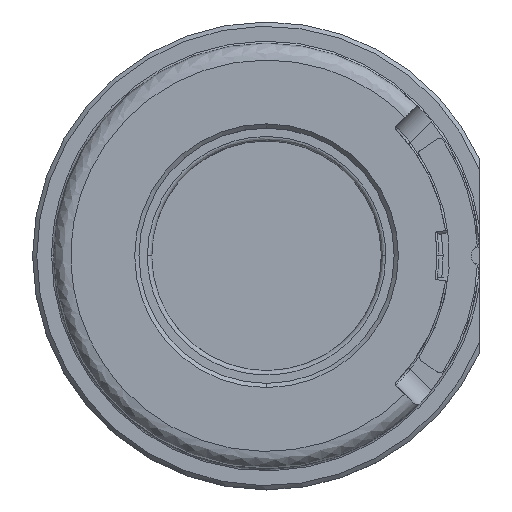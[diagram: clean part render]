
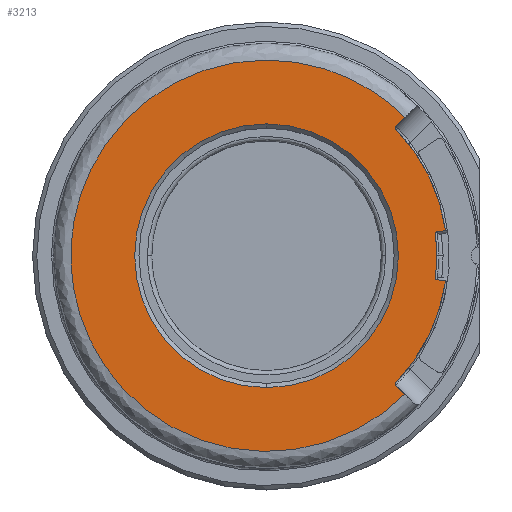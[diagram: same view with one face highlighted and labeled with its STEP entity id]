
A CAD part, top view. The second image highlights one B-rep face of the part: STEP entity #3213.
In plain terms, the highlighted planar face has unit normal (0, 0, 1).
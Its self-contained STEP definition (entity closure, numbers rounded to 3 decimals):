
#19 = CARTESIAN_POINT ( 'NONE',  ( 3.253, -3.253, 0.41 ) ) ;
#27 = VERTEX_POINT ( 'NONE', #3094 ) ;
#136 = AXIS2_PLACEMENT_3D ( 'NONE', #213, #4600, #564 ) ;
#167 = DIRECTION ( 'NONE',  ( -0.99, -0.139, 0. ) ) ;
#197 = LINE ( 'NONE', #3377, #5460 ) ;
#213 = CARTESIAN_POINT ( 'NONE',  ( 3.076, -3.005, 0.41 ) ) ;
#302 = EDGE_CURVE ( 'NONE', #3948, #3173, #3264, .T. ) ;
#365 = DIRECTION ( 'NONE',  ( 0., 1., 0. ) ) ;
#378 = AXIS2_PLACEMENT_3D ( 'NONE', #513, #2299, #1826 ) ;
#408 = LINE ( 'NONE', #4151, #3190 ) ;
#434 = CARTESIAN_POINT ( 'NONE',  ( -4.6, 0., 0.41 ) ) ;
#513 = CARTESIAN_POINT ( 'NONE',  ( 0., 0., 0.41 ) ) ;
#564 = DIRECTION ( 'NONE',  ( 0., -1., 0. ) ) ;
#582 = LINE ( 'NONE', #2369, #1406 ) ;
#587 = CARTESIAN_POINT ( 'NONE',  ( 3.04, -3.04, 0.41 ) ) ;
#599 = CARTESIAN_POINT ( 'NONE',  ( 0., 3.1, 0.41 ) ) ;
#625 = DIRECTION ( 'NONE',  ( 0., 0., -1. ) ) ;
#765 = EDGE_CURVE ( 'NONE', #2398, #27, #2076, .T. ) ;
#852 = EDGE_CURVE ( 'NONE', #3754, #4390, #5771, .T. ) ;
#906 = ORIENTED_EDGE ( 'NONE', *, *, #4712, .F. ) ;
#1015 = VERTEX_POINT ( 'NONE', #599 ) ;
#1035 = DIRECTION ( 'NONE',  ( 0., 0., -1. ) ) ;
#1068 = CARTESIAN_POINT ( 'NONE',  ( 0., 0., 0.41 ) ) ;
#1083 = ORIENTED_EDGE ( 'NONE', *, *, #4784, .F. ) ;
#1123 = EDGE_CURVE ( 'NONE', #3173, #1915, #1914, .T. ) ;
#1251 = DIRECTION ( 'NONE',  ( 0.707, -0.707, 0. ) ) ;
#1252 = AXIS2_PLACEMENT_3D ( 'NONE', #2064, #2167, #2615 ) ;
#1309 = EDGE_CURVE ( 'NONE', #2942, #3985, #1515, .T. ) ;
#1327 = CIRCLE ( 'NONE', #4639, 0.05 ) ;
#1406 = VECTOR ( 'NONE', #167, 1000. ) ;
#1435 = ORIENTED_EDGE ( 'NONE', *, *, #4345, .F. ) ;
#1492 = VERTEX_POINT ( 'NONE', #1846 ) ;
#1510 = AXIS2_PLACEMENT_3D ( 'NONE', #3320, #4681, #1960 ) ;
#1515 =( BOUNDED_CURVE ( )  B_SPLINE_CURVE ( 3, ( #19, #3638, #4471, #434, #3115, #3527, #4971 ),
 .UNSPECIFIED., .F., .F. ) 
 B_SPLINE_CURVE_WITH_KNOTS ( ( 4, 3, 4 ),
 ( 0., 0.5, 1. ),
 .UNSPECIFIED. ) 
 CURVE ( )  GEOMETRIC_REPRESENTATION_ITEM ( )  RATIONAL_B_SPLINE_CURVE ( ( 1., 0.588, 0.588, 1., 0.588, 0.588, 1. ) ) 
 REPRESENTATION_ITEM ( '' )  );
#1529 = FACE_BOUND ( 'NONE', #4099, .T. ) ;
#1553 = DIRECTION ( 'NONE',  ( 0., 0., 1. ) ) ;
#1561 = CARTESIAN_POINT ( 'NONE',  ( 3.04, 3.04, 0.41 ) ) ;
#1826 = DIRECTION ( 'NONE',  ( 0., -1., 0. ) ) ;
#1836 = EDGE_CURVE ( 'NONE', #1915, #2942, #4624, .T. ) ;
#1846 = CARTESIAN_POINT ( 'NONE',  ( 0., -3.1, 0.41 ) ) ;
#1876 = CIRCLE ( 'NONE', #1510, 0.05 ) ;
#1914 = CIRCLE ( 'NONE', #136, 0.05 ) ;
#1915 = VERTEX_POINT ( 'NONE', #3909 ) ;
#1935 = FACE_OUTER_BOUND ( 'NONE', #2174, .T. ) ;
#1937 = DIRECTION ( 'NONE',  ( 0.99, -0.139, 0. ) ) ;
#1949 = DIRECTION ( 'NONE',  ( 0., 0., 1. ) ) ;
#1960 = DIRECTION ( 'NONE',  ( 0., -1., 0. ) ) ;
#2064 = CARTESIAN_POINT ( 'NONE',  ( 0., 0., 0.41 ) ) ;
#2076 = CIRCLE ( 'NONE', #3395, 0.05 ) ;
#2142 = AXIS2_PLACEMENT_3D ( 'NONE', #1068, #625, #2857 ) ;
#2167 = DIRECTION ( 'NONE',  ( 0., 0., -1. ) ) ;
#2174 = EDGE_LOOP ( 'NONE', ( #3036, #4419, #4763, #4701, #3462, #1083, #906, #5204, #4640, #4370, #3744, #1435 ) ) ;
#2299 = DIRECTION ( 'NONE',  ( 0., 0., 1. ) ) ;
#2369 = CARTESIAN_POINT ( 'NONE',  ( 4.209, 0.591, 0.41 ) ) ;
#2398 = VERTEX_POINT ( 'NONE', #4425 ) ;
#2445 = EDGE_CURVE ( 'NONE', #3655, #5019, #1327, .T. ) ;
#2461 = DIRECTION ( 'NONE',  ( 0., -1., 0. ) ) ;
#2493 = EDGE_CURVE ( 'NONE', #5019, #2398, #4965, .T. ) ;
#2615 = DIRECTION ( 'NONE',  ( 0., -1., 0. ) ) ;
#2714 = AXIS2_PLACEMENT_3D ( 'NONE', #3803, #4776, #365 ) ;
#2826 = DIRECTION ( 'NONE',  ( 0., -1., 0. ) ) ;
#2857 = DIRECTION ( 'NONE',  ( 0., 1., 0. ) ) ;
#2942 = VERTEX_POINT ( 'NONE', #5699 ) ;
#3018 = CIRCLE ( 'NONE', #378, 3.1 ) ;
#3036 = ORIENTED_EDGE ( 'NONE', *, *, #765, .F. ) ;
#3094 = CARTESIAN_POINT ( 'NONE',  ( 4.01, -0.564, 0.41 ) ) ;
#3097 = VERTEX_POINT ( 'NONE', #1561 ) ;
#3100 = DIRECTION ( 'NONE',  ( 0., 0., 1. ) ) ;
#3115 = CARTESIAN_POINT ( 'NONE',  ( -4.6, 4.815, 0.41 ) ) ;
#3173 = VERTEX_POINT ( 'NONE', #4301 ) ;
#3190 = VECTOR ( 'NONE', #1937, 1000. ) ;
#3213 = ADVANCED_FACE ( 'NONE', ( #1935, #1529 ), #5136, .F. ) ;
#3264 = CIRCLE ( 'NONE', #5063, 4.25 ) ;
#3300 = CIRCLE ( 'NONE', #3953, 3.1 ) ;
#3320 = CARTESIAN_POINT ( 'NONE',  ( 3.076, 3.005, 0.41 ) ) ;
#3330 = CARTESIAN_POINT ( 'NONE',  ( 4.209, 0.591, 0.41 ) ) ;
#3377 = CARTESIAN_POINT ( 'NONE',  ( 3.253, 3.253, 0.41 ) ) ;
#3395 = AXIS2_PLACEMENT_3D ( 'NONE', #4197, #1949, #3752 ) ;
#3462 = ORIENTED_EDGE ( 'NONE', *, *, #852, .F. ) ;
#3527 = CARTESIAN_POINT ( 'NONE',  ( -0.152, 6.657, 0.41 ) ) ;
#3638 = CARTESIAN_POINT ( 'NONE',  ( -0.152, -6.657, 0.41 ) ) ;
#3655 = VERTEX_POINT ( 'NONE', #5265 ) ;
#3717 = CARTESIAN_POINT ( 'NONE',  ( 4.209, -0.591, 0.41 ) ) ;
#3744 = ORIENTED_EDGE ( 'NONE', *, *, #302, .F. ) ;
#3752 = DIRECTION ( 'NONE',  ( 0., 1., 0. ) ) ;
#3754 = VERTEX_POINT ( 'NONE', #5649 ) ;
#3803 = CARTESIAN_POINT ( 'NONE',  ( 0., 0., 0.41 ) ) ;
#3909 = CARTESIAN_POINT ( 'NONE',  ( 3.04, -3.04, 0.41 ) ) ;
#3948 = VERTEX_POINT ( 'NONE', #3717 ) ;
#3953 = AXIS2_PLACEMENT_3D ( 'NONE', #5650, #1553, #2461 ) ;
#3985 = VERTEX_POINT ( 'NONE', #5050 ) ;
#4099 = EDGE_LOOP ( 'NONE', ( #5161, #4764 ) ) ;
#4151 = CARTESIAN_POINT ( 'NONE',  ( 4.01, -0.564, 0.41 ) ) ;
#4197 = CARTESIAN_POINT ( 'NONE',  ( 4.017, -0.514, 0.41 ) ) ;
#4268 = DIRECTION ( 'NONE',  ( -0.707, -0.707, 0. ) ) ;
#4301 = CARTESIAN_POINT ( 'NONE',  ( 3.04, -2.97, 0.41 ) ) ;
#4345 = EDGE_CURVE ( 'NONE', #27, #3948, #408, .T. ) ;
#4370 = ORIENTED_EDGE ( 'NONE', *, *, #1123, .F. ) ;
#4390 = VERTEX_POINT ( 'NONE', #3330 ) ;
#4419 = ORIENTED_EDGE ( 'NONE', *, *, #2493, .F. ) ;
#4425 = CARTESIAN_POINT ( 'NONE',  ( 3.968, -0.508, 0.41 ) ) ;
#4471 = CARTESIAN_POINT ( 'NONE',  ( -4.6, -4.815, 0.41 ) ) ;
#4600 = DIRECTION ( 'NONE',  ( 0., 0., 1. ) ) ;
#4614 = EDGE_CURVE ( 'NONE', #1492, #1015, #3018, .T. ) ;
#4624 = LINE ( 'NONE', #587, #5531 ) ;
#4639 = AXIS2_PLACEMENT_3D ( 'NONE', #5109, #3100, #5833 ) ;
#4640 = ORIENTED_EDGE ( 'NONE', *, *, #1836, .F. ) ;
#4681 = DIRECTION ( 'NONE',  ( 0., 0., 1. ) ) ;
#4693 = EDGE_CURVE ( 'NONE', #1015, #1492, #3300, .T. ) ;
#4701 = ORIENTED_EDGE ( 'NONE', *, *, #4780, .F. ) ;
#4712 = EDGE_CURVE ( 'NONE', #3985, #3097, #197, .T. ) ;
#4763 = ORIENTED_EDGE ( 'NONE', *, *, #2445, .F. ) ;
#4764 = ORIENTED_EDGE ( 'NONE', *, *, #4693, .F. ) ;
#4776 = DIRECTION ( 'NONE',  ( 0., 0., -1. ) ) ;
#4780 = EDGE_CURVE ( 'NONE', #4390, #3655, #582, .T. ) ;
#4784 = EDGE_CURVE ( 'NONE', #3097, #3754, #1876, .T. ) ;
#4965 = CIRCLE ( 'NONE', #2142, 4. ) ;
#4971 = CARTESIAN_POINT ( 'NONE',  ( 3.253, 3.253, 0.41 ) ) ;
#5019 = VERTEX_POINT ( 'NONE', #5822 ) ;
#5050 = CARTESIAN_POINT ( 'NONE',  ( 3.253, 3.253, 0.41 ) ) ;
#5063 = AXIS2_PLACEMENT_3D ( 'NONE', #5075, #1035, #2826 ) ;
#5075 = CARTESIAN_POINT ( 'NONE',  ( 0., 0., 0.41 ) ) ;
#5109 = CARTESIAN_POINT ( 'NONE',  ( 4.017, 0.514, 0.41 ) ) ;
#5136 = PLANE ( 'NONE',  #2714 ) ;
#5161 = ORIENTED_EDGE ( 'NONE', *, *, #4614, .F. ) ;
#5204 = ORIENTED_EDGE ( 'NONE', *, *, #1309, .F. ) ;
#5265 = CARTESIAN_POINT ( 'NONE',  ( 4.01, 0.564, 0.41 ) ) ;
#5460 = VECTOR ( 'NONE', #4268, 1000. ) ;
#5531 = VECTOR ( 'NONE', #1251, 1000. ) ;
#5649 = CARTESIAN_POINT ( 'NONE',  ( 3.04, 2.97, 0.41 ) ) ;
#5650 = CARTESIAN_POINT ( 'NONE',  ( 0., 0., 0.41 ) ) ;
#5699 = CARTESIAN_POINT ( 'NONE',  ( 3.253, -3.253, 0.41 ) ) ;
#5771 = CIRCLE ( 'NONE', #1252, 4.25 ) ;
#5822 = CARTESIAN_POINT ( 'NONE',  ( 3.968, 0.508, 0.41 ) ) ;
#5833 = DIRECTION ( 'NONE',  ( 0., 1., 0. ) ) ;
